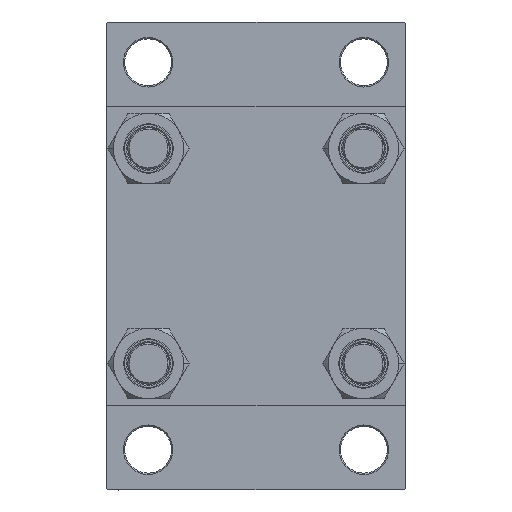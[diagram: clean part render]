
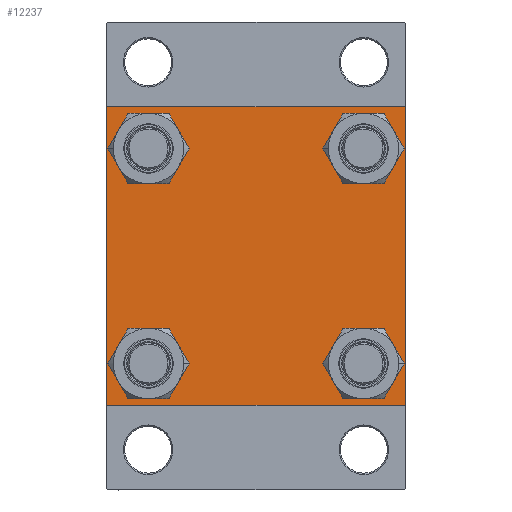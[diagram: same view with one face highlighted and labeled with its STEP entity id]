
A CAD part, left-side view. The second image highlights one B-rep face of the part: STEP entity #12237.
In plain terms, the highlighted planar face has unit normal (-1, 0, 0).
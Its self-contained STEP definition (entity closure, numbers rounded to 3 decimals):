
#315 = VERTEX_POINT ( 'NONE', #30462 ) ;
#714 = VERTEX_POINT ( 'NONE', #36981 ) ;
#727 = CARTESIAN_POINT ( 'NONE',  ( 0., 57.5, 57.5 ) ) ;
#916 = FACE_BOUND ( 'NONE', #6201, .T. ) ;
#1403 = FACE_BOUND ( 'NONE', #34365, .T. ) ;
#2164 = VERTEX_POINT ( 'NONE', #14560 ) ;
#2200 = LINE ( 'NONE', #35729, #18765 ) ;
#2634 = DIRECTION ( 'NONE',  ( 1., 0., 0. ) ) ;
#2641 = VECTOR ( 'NONE', #7406, 1000. ) ;
#3308 = CARTESIAN_POINT ( 'NONE',  ( 0., -57., -57.5 ) ) ;
#3493 = EDGE_CURVE ( 'NONE', #5771, #14661, #41876, .T. ) ;
#3738 = LINE ( 'NONE', #4212, #2641 ) ;
#3898 = EDGE_CURVE ( 'NONE', #714, #14319, #23395, .T. ) ;
#4078 = VECTOR ( 'NONE', #31916, 1000. ) ;
#4204 = EDGE_CURVE ( 'NONE', #2164, #37973, #42151, .T. ) ;
#4212 = CARTESIAN_POINT ( 'NONE',  ( 0., -57.5, 57.5 ) ) ;
#5383 = EDGE_CURVE ( 'NONE', #35509, #37069, #23869, .T. ) ;
#5515 = DIRECTION ( 'NONE',  ( 0., -0.707, 0.707 ) ) ;
#5771 = VERTEX_POINT ( 'NONE', #11058 ) ;
#6201 = EDGE_LOOP ( 'NONE', ( #17607, #46440 ) ) ;
#6426 = EDGE_CURVE ( 'NONE', #43372, #41255, #14879, .T. ) ;
#6862 = ORIENTED_EDGE ( 'NONE', *, *, #34327, .T. ) ;
#7016 = DIRECTION ( 'NONE',  ( 1., 0., 0. ) ) ;
#7111 = EDGE_CURVE ( 'NONE', #42833, #5771, #23943, .T. ) ;
#7127 = CARTESIAN_POINT ( 'NONE',  ( 0., 41.35, 41.35 ) ) ;
#7229 = EDGE_CURVE ( 'NONE', #41255, #43372, #47726, .T. ) ;
#7406 = DIRECTION ( 'NONE',  ( 0., 0., -1. ) ) ;
#10197 = VERTEX_POINT ( 'NONE', #40457 ) ;
#11058 = CARTESIAN_POINT ( 'NONE',  ( 0., 57.5, -57. ) ) ;
#11217 = CARTESIAN_POINT ( 'NONE',  ( 0., 57.5, 57. ) ) ;
#11501 = DIRECTION ( 'NONE',  ( 1., 0., 0. ) ) ;
#11702 = EDGE_CURVE ( 'NONE', #10197, #24602, #15170, .T. ) ;
#11920 = DIRECTION ( 'NONE',  ( 0., 0., 1. ) ) ;
#12237 = ADVANCED_FACE ( 'NONE', ( #45415, #916, #19996, #1403, #31241 ), #12653, .T. ) ;
#12393 = CARTESIAN_POINT ( 'NONE',  ( 0., -57.5, -57. ) ) ;
#12653 = PLANE ( 'NONE',  #37637 ) ;
#12690 = CARTESIAN_POINT ( 'NONE',  ( 0., 57.5, 57.5 ) ) ;
#12887 = CIRCLE ( 'NONE', #23041, 8.5 ) ;
#13367 = ORIENTED_EDGE ( 'NONE', *, *, #21155, .F. ) ;
#13531 = EDGE_CURVE ( 'NONE', #315, #24602, #39964, .T. ) ;
#14095 = LINE ( 'NONE', #36371, #38756 ) ;
#14319 = VERTEX_POINT ( 'NONE', #39771 ) ;
#14555 = DIRECTION ( 'NONE',  ( 0., 0., 1. ) ) ;
#14560 = CARTESIAN_POINT ( 'NONE',  ( 0., 41.35, -49.85 ) ) ;
#14661 = VERTEX_POINT ( 'NONE', #22999 ) ;
#14879 = CIRCLE ( 'NONE', #21118, 8.5 ) ;
#15070 = CIRCLE ( 'NONE', #46313, 8.5 ) ;
#15170 = LINE ( 'NONE', #727, #34480 ) ;
#15696 = CARTESIAN_POINT ( 'NONE',  ( 0., 57.25, -57.25 ) ) ;
#17607 = ORIENTED_EDGE ( 'NONE', *, *, #20035, .T. ) ;
#17752 = ORIENTED_EDGE ( 'NONE', *, *, #3493, .T. ) ;
#18394 = VERTEX_POINT ( 'NONE', #43251 ) ;
#18705 = AXIS2_PLACEMENT_3D ( 'NONE', #23714, #34976, #20751 ) ;
#18765 = VECTOR ( 'NONE', #20792, 1000. ) ;
#19063 = CARTESIAN_POINT ( 'NONE',  ( 0., 41.35, -32.85 ) ) ;
#19070 = ORIENTED_EDGE ( 'NONE', *, *, #26397, .T. ) ;
#19249 = ORIENTED_EDGE ( 'NONE', *, *, #5383, .T. ) ;
#19488 = EDGE_LOOP ( 'NONE', ( #46474, #17752, #45520, #19249, #13367, #38357, #42328, #19070 ) ) ;
#19996 = FACE_BOUND ( 'NONE', #48351, .T. ) ;
#20035 = EDGE_CURVE ( 'NONE', #14319, #714, #12887, .T. ) ;
#20289 = AXIS2_PLACEMENT_3D ( 'NONE', #36096, #37473, #40480 ) ;
#20409 = EDGE_LOOP ( 'NONE', ( #40186, #40546 ) ) ;
#20751 = DIRECTION ( 'NONE',  ( 0., 0., 1. ) ) ;
#20792 = DIRECTION ( 'NONE',  ( 0., -1., 0. ) ) ;
#21118 = AXIS2_PLACEMENT_3D ( 'NONE', #48290, #25558, #32910 ) ;
#21155 = EDGE_CURVE ( 'NONE', #315, #37069, #3738, .T. ) ;
#21462 = DIRECTION ( 'NONE',  ( 0., 0., 1. ) ) ;
#21925 = DIRECTION ( 'NONE',  ( 0., 0., 1. ) ) ;
#22037 = DIRECTION ( 'NONE',  ( 0., 0., 1. ) ) ;
#22999 = CARTESIAN_POINT ( 'NONE',  ( 0., 57., -57.5 ) ) ;
#23041 = AXIS2_PLACEMENT_3D ( 'NONE', #36817, #33159, #14555 ) ;
#23395 = CIRCLE ( 'NONE', #18705, 8.5 ) ;
#23656 = CARTESIAN_POINT ( 'NONE',  ( 0., 41.35, -41.35 ) ) ;
#23714 = CARTESIAN_POINT ( 'NONE',  ( 0., -41.35, -41.35 ) ) ;
#23869 = LINE ( 'NONE', #35126, #30488 ) ;
#23943 = LINE ( 'NONE', #12690, #33676 ) ;
#24063 = ORIENTED_EDGE ( 'NONE', *, *, #4204, .T. ) ;
#24602 = VERTEX_POINT ( 'NONE', #46614 ) ;
#25382 = CARTESIAN_POINT ( 'NONE',  ( 0., 41.35, 49.85 ) ) ;
#25558 = DIRECTION ( 'NONE',  ( 1., 0., 0. ) ) ;
#25619 = CARTESIAN_POINT ( 'NONE',  ( 0., -41.35, 41.35 ) ) ;
#26397 = EDGE_CURVE ( 'NONE', #10197, #42833, #14095, .T. ) ;
#27577 = EDGE_CURVE ( 'NONE', #37973, #2164, #36453, .T. ) ;
#28245 = CARTESIAN_POINT ( 'NONE',  ( 0., -57.25, 57.25 ) ) ;
#29587 = ORIENTED_EDGE ( 'NONE', *, *, #45015, .T. ) ;
#29629 = DIRECTION ( 'NONE',  ( 0., -1., 0. ) ) ;
#29767 = AXIS2_PLACEMENT_3D ( 'NONE', #25619, #2634, #21462 ) ;
#30462 = CARTESIAN_POINT ( 'NONE',  ( 0., -57.5, 57. ) ) ;
#30488 = VECTOR ( 'NONE', #5515, 1000. ) ;
#31241 = FACE_OUTER_BOUND ( 'NONE', #19488, .T. ) ;
#31483 = CARTESIAN_POINT ( 'NONE',  ( 0., 0., 0. ) ) ;
#31916 = DIRECTION ( 'NONE',  ( 0., 0.707, 0.707 ) ) ;
#32910 = DIRECTION ( 'NONE',  ( 0., 0., 1. ) ) ;
#33159 = DIRECTION ( 'NONE',  ( 1., 0., 0. ) ) ;
#33578 = AXIS2_PLACEMENT_3D ( 'NONE', #23656, #46620, #42716 ) ;
#33676 = VECTOR ( 'NONE', #46663, 1000. ) ;
#34071 = DIRECTION ( 'NONE',  ( 0., -0.707, -0.707 ) ) ;
#34327 = EDGE_CURVE ( 'NONE', #18394, #41073, #42892, .T. ) ;
#34365 = EDGE_LOOP ( 'NONE', ( #29587, #6862 ) ) ;
#34480 = VECTOR ( 'NONE', #29629, 1000. ) ;
#34976 = DIRECTION ( 'NONE',  ( 1., 0., 0. ) ) ;
#35126 = CARTESIAN_POINT ( 'NONE',  ( 0., -57.25, -57.25 ) ) ;
#35509 = VERTEX_POINT ( 'NONE', #3308 ) ;
#35729 = CARTESIAN_POINT ( 'NONE',  ( 0., 57.5, -57.5 ) ) ;
#35790 = EDGE_CURVE ( 'NONE', #14661, #35509, #2200, .T. ) ;
#36096 = CARTESIAN_POINT ( 'NONE',  ( 0., 41.35, 41.35 ) ) ;
#36125 = DIRECTION ( 'NONE',  ( 0., 0.707, -0.707 ) ) ;
#36371 = CARTESIAN_POINT ( 'NONE',  ( 0., 57.25, 57.25 ) ) ;
#36403 = ORIENTED_EDGE ( 'NONE', *, *, #27577, .T. ) ;
#36453 = CIRCLE ( 'NONE', #40349, 8.5 ) ;
#36817 = CARTESIAN_POINT ( 'NONE',  ( 0., -41.35, -41.35 ) ) ;
#36981 = CARTESIAN_POINT ( 'NONE',  ( 0., -41.35, -49.85 ) ) ;
#37069 = VERTEX_POINT ( 'NONE', #12393 ) ;
#37473 = DIRECTION ( 'NONE',  ( 1., 0., 0. ) ) ;
#37637 = AXIS2_PLACEMENT_3D ( 'NONE', #31483, #46388, #11920 ) ;
#37973 = VERTEX_POINT ( 'NONE', #19063 ) ;
#38357 = ORIENTED_EDGE ( 'NONE', *, *, #13531, .T. ) ;
#38756 = VECTOR ( 'NONE', #36125, 1000. ) ;
#39771 = CARTESIAN_POINT ( 'NONE',  ( 0., -41.35, -32.85 ) ) ;
#39964 = LINE ( 'NONE', #28245, #4078 ) ;
#40186 = ORIENTED_EDGE ( 'NONE', *, *, #7229, .T. ) ;
#40349 = AXIS2_PLACEMENT_3D ( 'NONE', #40512, #7016, #21925 ) ;
#40457 = CARTESIAN_POINT ( 'NONE',  ( 0., 57., 57.5 ) ) ;
#40480 = DIRECTION ( 'NONE',  ( 0., 0., 1. ) ) ;
#40512 = CARTESIAN_POINT ( 'NONE',  ( 0., 41.35, -41.35 ) ) ;
#40546 = ORIENTED_EDGE ( 'NONE', *, *, #6426, .T. ) ;
#41073 = VERTEX_POINT ( 'NONE', #25382 ) ;
#41255 = VERTEX_POINT ( 'NONE', #41667 ) ;
#41340 = VECTOR ( 'NONE', #34071, 1000. ) ;
#41667 = CARTESIAN_POINT ( 'NONE',  ( 0., -41.35, 49.85 ) ) ;
#41876 = LINE ( 'NONE', #15696, #41340 ) ;
#42151 = CIRCLE ( 'NONE', #33578, 8.5 ) ;
#42328 = ORIENTED_EDGE ( 'NONE', *, *, #11702, .F. ) ;
#42716 = DIRECTION ( 'NONE',  ( 0., 0., 1. ) ) ;
#42833 = VERTEX_POINT ( 'NONE', #11217 ) ;
#42892 = CIRCLE ( 'NONE', #20289, 8.5 ) ;
#43251 = CARTESIAN_POINT ( 'NONE',  ( 0., 41.35, 32.85 ) ) ;
#43372 = VERTEX_POINT ( 'NONE', #44779 ) ;
#44779 = CARTESIAN_POINT ( 'NONE',  ( 0., -41.35, 32.85 ) ) ;
#45015 = EDGE_CURVE ( 'NONE', #41073, #18394, #15070, .T. ) ;
#45415 = FACE_BOUND ( 'NONE', #20409, .T. ) ;
#45520 = ORIENTED_EDGE ( 'NONE', *, *, #35790, .T. ) ;
#46313 = AXIS2_PLACEMENT_3D ( 'NONE', #7127, #11501, #22037 ) ;
#46388 = DIRECTION ( 'NONE',  ( -1., 0., 0. ) ) ;
#46440 = ORIENTED_EDGE ( 'NONE', *, *, #3898, .T. ) ;
#46474 = ORIENTED_EDGE ( 'NONE', *, *, #7111, .T. ) ;
#46614 = CARTESIAN_POINT ( 'NONE',  ( 0., -57., 57.5 ) ) ;
#46620 = DIRECTION ( 'NONE',  ( 1., 0., 0. ) ) ;
#46663 = DIRECTION ( 'NONE',  ( 0., 0., -1. ) ) ;
#47726 = CIRCLE ( 'NONE', #29767, 8.5 ) ;
#48290 = CARTESIAN_POINT ( 'NONE',  ( 0., -41.35, 41.35 ) ) ;
#48351 = EDGE_LOOP ( 'NONE', ( #36403, #24063 ) ) ;
